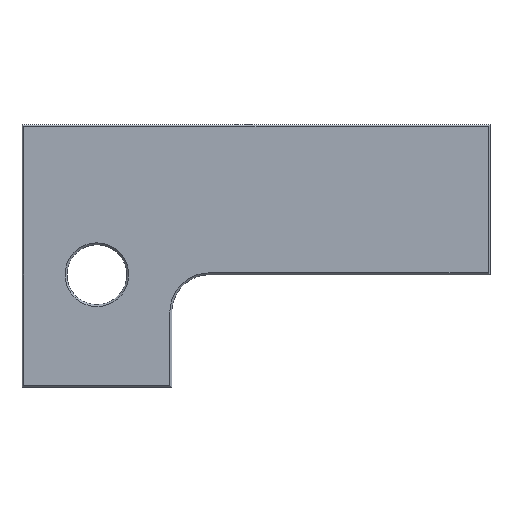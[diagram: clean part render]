
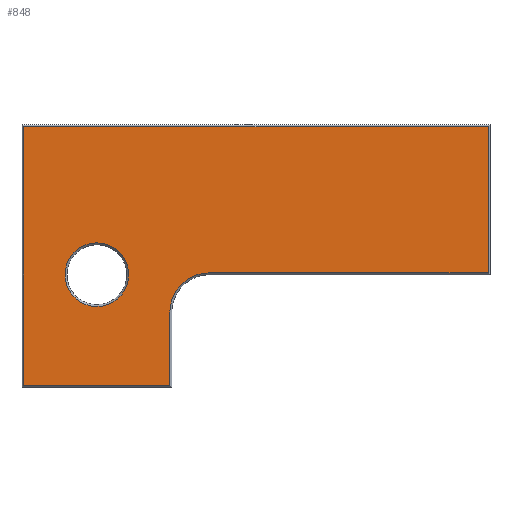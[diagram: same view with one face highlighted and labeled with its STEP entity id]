
A CAD part, top view. The second image highlights one B-rep face of the part: STEP entity #848.
In plain terms, the highlighted planar face has unit normal (0, 0, 1).
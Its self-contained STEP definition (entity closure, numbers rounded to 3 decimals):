
#83 = PLANE('',#84);
#84 = AXIS2_PLACEMENT_3D('',#85,#86,#87);
#85 = CARTESIAN_POINT('',(0.05,0.,1.45));
#86 = DIRECTION('',(-0.707,0.,0.707));
#87 = DIRECTION('',(0.,-1.,0.));
#196 = PLANE('',#197);
#197 = AXIS2_PLACEMENT_3D('',#198,#199,#200);
#198 = CARTESIAN_POINT('',(8.,0.05,1.45));
#199 = DIRECTION('',(0.,-0.707,0.707)
  );
#200 = DIRECTION('',(1.,0.,0.));
#320 = VERTEX_POINT('',#321);
#321 = CARTESIAN_POINT('',(0.1,0.1,1.5));
#344 = VERTEX_POINT('',#345);
#345 = CARTESIAN_POINT('',(0.1,13.9,1.5));
#359 = PLANE('',#360);
#360 = AXIS2_PLACEMENT_3D('',#361,#362,#363);
#361 = CARTESIAN_POINT('',(0.,13.95,1.45));
#362 = DIRECTION('',(0.,0.707,0.707));
#363 = DIRECTION('',(-1.,-0.,0.));
#371 = EDGE_CURVE('',#320,#344,#372,.T.);
#372 = SURFACE_CURVE('',#373,(#377,#384),.PCURVE_S1.);
#373 = LINE('',#374,#375);
#374 = CARTESIAN_POINT('',(0.1,0.,1.5));
#375 = VECTOR('',#376,1.);
#376 = DIRECTION('',(0.,1.,0.));
#377 = PCURVE('',#83,#378);
#378 = DEFINITIONAL_REPRESENTATION('',(#379),#383);
#379 = LINE('',#380,#381);
#380 = CARTESIAN_POINT('',(0.,0.071));
#381 = VECTOR('',#382,1.);
#382 = DIRECTION('',(-1.,0.));
#383 = ( GEOMETRIC_REPRESENTATION_CONTEXT(2) 
PARAMETRIC_REPRESENTATION_CONTEXT() REPRESENTATION_CONTEXT('2D SPACE',''
  ) );
#384 = PCURVE('',#385,#390);
#385 = PLANE('',#386);
#386 = AXIS2_PLACEMENT_3D('',#387,#388,#389);
#387 = CARTESIAN_POINT('',(0.,0.,1.5));
#388 = DIRECTION('',(0.,0.,1.));
#389 = DIRECTION('',(1.,0.,0.));
#390 = DEFINITIONAL_REPRESENTATION('',(#391),#395);
#391 = LINE('',#392,#393);
#392 = CARTESIAN_POINT('',(0.1,0.));
#393 = VECTOR('',#394,1.);
#394 = DIRECTION('',(0.,1.));
#395 = ( GEOMETRIC_REPRESENTATION_CONTEXT(2) 
PARAMETRIC_REPRESENTATION_CONTEXT() REPRESENTATION_CONTEXT('2D SPACE',''
  ) );
#520 = PLANE('',#521);
#521 = AXIS2_PLACEMENT_3D('',#522,#523,#524);
#522 = CARTESIAN_POINT('',(7.95,4.,1.45));
#523 = DIRECTION('',(0.707,0.,0.707));
#524 = DIRECTION('',(-0.,1.,-0.));
#612 = VERTEX_POINT('',#613);
#613 = CARTESIAN_POINT('',(7.9,0.1,1.5));
#636 = EDGE_CURVE('',#612,#320,#637,.T.);
#637 = SURFACE_CURVE('',#638,(#642,#649),.PCURVE_S1.);
#638 = LINE('',#639,#640);
#639 = CARTESIAN_POINT('',(8.,0.1,1.5));
#640 = VECTOR('',#641,1.);
#641 = DIRECTION('',(-1.,0.,0.));
#642 = PCURVE('',#196,#643);
#643 = DEFINITIONAL_REPRESENTATION('',(#644),#648);
#644 = LINE('',#645,#646);
#645 = CARTESIAN_POINT('',(-0.,0.071));
#646 = VECTOR('',#647,1.);
#647 = DIRECTION('',(-1.,0.));
#648 = ( GEOMETRIC_REPRESENTATION_CONTEXT(2) 
PARAMETRIC_REPRESENTATION_CONTEXT() REPRESENTATION_CONTEXT('2D SPACE',''
  ) );
#649 = PCURVE('',#385,#650);
#650 = DEFINITIONAL_REPRESENTATION('',(#651),#655);
#651 = LINE('',#652,#653);
#652 = CARTESIAN_POINT('',(8.,0.1));
#653 = VECTOR('',#654,1.);
#654 = DIRECTION('',(-1.,0.));
#655 = ( GEOMETRIC_REPRESENTATION_CONTEXT(2) 
PARAMETRIC_REPRESENTATION_CONTEXT() REPRESENTATION_CONTEXT('2D SPACE',''
  ) );
#848 = ADVANCED_FACE('',(#849,#982),#385,.T.);
#849 = FACE_BOUND('',#850,.T.);
#850 = EDGE_LOOP('',(#851,#852,#853,#876,#905,#933,#961));
#851 = ORIENTED_EDGE('',*,*,#371,.F.);
#852 = ORIENTED_EDGE('',*,*,#636,.F.);
#853 = ORIENTED_EDGE('',*,*,#854,.F.);
#854 = EDGE_CURVE('',#855,#612,#857,.T.);
#855 = VERTEX_POINT('',#856);
#856 = CARTESIAN_POINT('',(7.9,4.,1.5));
#857 = SURFACE_CURVE('',#858,(#862,#869),.PCURVE_S1.);
#858 = LINE('',#859,#860);
#859 = CARTESIAN_POINT('',(7.9,4.,1.5));
#860 = VECTOR('',#861,1.);
#861 = DIRECTION('',(0.,-1.,0.));
#862 = PCURVE('',#385,#863);
#863 = DEFINITIONAL_REPRESENTATION('',(#864),#868);
#864 = LINE('',#865,#866);
#865 = CARTESIAN_POINT('',(7.9,4.));
#866 = VECTOR('',#867,1.);
#867 = DIRECTION('',(0.,-1.));
#868 = ( GEOMETRIC_REPRESENTATION_CONTEXT(2) 
PARAMETRIC_REPRESENTATION_CONTEXT() REPRESENTATION_CONTEXT('2D SPACE',''
  ) );
#869 = PCURVE('',#520,#870);
#870 = DEFINITIONAL_REPRESENTATION('',(#871),#875);
#871 = LINE('',#872,#873);
#872 = CARTESIAN_POINT('',(-0.,0.071));
#873 = VECTOR('',#874,1.);
#874 = DIRECTION('',(-1.,0.));
#875 = ( GEOMETRIC_REPRESENTATION_CONTEXT(2) 
PARAMETRIC_REPRESENTATION_CONTEXT() REPRESENTATION_CONTEXT('2D SPACE',''
  ) );
#876 = ORIENTED_EDGE('',*,*,#877,.F.);
#877 = EDGE_CURVE('',#878,#855,#880,.T.);
#878 = VERTEX_POINT('',#879);
#879 = CARTESIAN_POINT('',(10.,6.1,1.5));
#880 = SURFACE_CURVE('',#881,(#886,#893),.PCURVE_S1.);
#881 = CIRCLE('',#882,2.1);
#882 = AXIS2_PLACEMENT_3D('',#883,#884,#885);
#883 = CARTESIAN_POINT('',(10.,4.,1.5));
#884 = DIRECTION('',(0.,0.,1.));
#885 = DIRECTION('',(0.,1.,-0.));
#886 = PCURVE('',#385,#887);
#887 = DEFINITIONAL_REPRESENTATION('',(#888),#892);
#888 = CIRCLE('',#889,2.1);
#889 = AXIS2_PLACEMENT_2D('',#890,#891);
#890 = CARTESIAN_POINT('',(10.,4.));
#891 = DIRECTION('',(0.,1.));
#892 = ( GEOMETRIC_REPRESENTATION_CONTEXT(2) 
PARAMETRIC_REPRESENTATION_CONTEXT() REPRESENTATION_CONTEXT('2D SPACE',''
  ) );
#893 = PCURVE('',#894,#899);
#894 = CONICAL_SURFACE('',#895,2.,0.785);
#895 = AXIS2_PLACEMENT_3D('',#896,#897,#898);
#896 = CARTESIAN_POINT('',(10.,4.,1.4));
#897 = DIRECTION('',(0.,0.,1.));
#898 = DIRECTION('',(0.,1.,-0.));
#899 = DEFINITIONAL_REPRESENTATION('',(#900),#904);
#900 = LINE('',#901,#902);
#901 = CARTESIAN_POINT('',(0.,0.1));
#902 = VECTOR('',#903,1.);
#903 = DIRECTION('',(1.,0.));
#904 = ( GEOMETRIC_REPRESENTATION_CONTEXT(2) 
PARAMETRIC_REPRESENTATION_CONTEXT() REPRESENTATION_CONTEXT('2D SPACE',''
  ) );
#905 = ORIENTED_EDGE('',*,*,#906,.F.);
#906 = EDGE_CURVE('',#907,#878,#909,.T.);
#907 = VERTEX_POINT('',#908);
#908 = CARTESIAN_POINT('',(24.9,6.1,1.5));
#909 = SURFACE_CURVE('',#910,(#914,#921),.PCURVE_S1.);
#910 = LINE('',#911,#912);
#911 = CARTESIAN_POINT('',(25.,6.1,1.5));
#912 = VECTOR('',#913,1.);
#913 = DIRECTION('',(-1.,0.,0.));
#914 = PCURVE('',#385,#915);
#915 = DEFINITIONAL_REPRESENTATION('',(#916),#920);
#916 = LINE('',#917,#918);
#917 = CARTESIAN_POINT('',(25.,6.1));
#918 = VECTOR('',#919,1.);
#919 = DIRECTION('',(-1.,0.));
#920 = ( GEOMETRIC_REPRESENTATION_CONTEXT(2) 
PARAMETRIC_REPRESENTATION_CONTEXT() REPRESENTATION_CONTEXT('2D SPACE',''
  ) );
#921 = PCURVE('',#922,#927);
#922 = PLANE('',#923);
#923 = AXIS2_PLACEMENT_3D('',#924,#925,#926);
#924 = CARTESIAN_POINT('',(25.,6.05,1.45));
#925 = DIRECTION('',(0.,-0.707,0.707));
#926 = DIRECTION('',(1.,-0.,-0.));
#927 = DEFINITIONAL_REPRESENTATION('',(#928),#932);
#928 = LINE('',#929,#930);
#929 = CARTESIAN_POINT('',(-0.,0.071));
#930 = VECTOR('',#931,1.);
#931 = DIRECTION('',(-1.,0.));
#932 = ( GEOMETRIC_REPRESENTATION_CONTEXT(2) 
PARAMETRIC_REPRESENTATION_CONTEXT() REPRESENTATION_CONTEXT('2D SPACE',''
  ) );
#933 = ORIENTED_EDGE('',*,*,#934,.F.);
#934 = EDGE_CURVE('',#935,#907,#937,.T.);
#935 = VERTEX_POINT('',#936);
#936 = CARTESIAN_POINT('',(24.9,13.9,1.5));
#937 = SURFACE_CURVE('',#938,(#942,#949),.PCURVE_S1.);
#938 = LINE('',#939,#940);
#939 = CARTESIAN_POINT('',(24.9,14.,1.5));
#940 = VECTOR('',#941,1.);
#941 = DIRECTION('',(0.,-1.,0.));
#942 = PCURVE('',#385,#943);
#943 = DEFINITIONAL_REPRESENTATION('',(#944),#948);
#944 = LINE('',#945,#946);
#945 = CARTESIAN_POINT('',(24.9,14.));
#946 = VECTOR('',#947,1.);
#947 = DIRECTION('',(0.,-1.));
#948 = ( GEOMETRIC_REPRESENTATION_CONTEXT(2) 
PARAMETRIC_REPRESENTATION_CONTEXT() REPRESENTATION_CONTEXT('2D SPACE',''
  ) );
#949 = PCURVE('',#950,#955);
#950 = PLANE('',#951);
#951 = AXIS2_PLACEMENT_3D('',#952,#953,#954);
#952 = CARTESIAN_POINT('',(24.95,14.,1.45));
#953 = DIRECTION('',(0.707,0.,0.707)
  );
#954 = DIRECTION('',(0.,1.,0.));
#955 = DEFINITIONAL_REPRESENTATION('',(#956),#960);
#956 = LINE('',#957,#958);
#957 = CARTESIAN_POINT('',(-0.,0.071));
#958 = VECTOR('',#959,1.);
#959 = DIRECTION('',(-1.,0.));
#960 = ( GEOMETRIC_REPRESENTATION_CONTEXT(2) 
PARAMETRIC_REPRESENTATION_CONTEXT() REPRESENTATION_CONTEXT('2D SPACE',''
  ) );
#961 = ORIENTED_EDGE('',*,*,#962,.F.);
#962 = EDGE_CURVE('',#344,#935,#963,.T.);
#963 = SURFACE_CURVE('',#964,(#968,#975),.PCURVE_S1.);
#964 = LINE('',#965,#966);
#965 = CARTESIAN_POINT('',(0.,13.9,1.5));
#966 = VECTOR('',#967,1.);
#967 = DIRECTION('',(1.,0.,0.));
#968 = PCURVE('',#385,#969);
#969 = DEFINITIONAL_REPRESENTATION('',(#970),#974);
#970 = LINE('',#971,#972);
#971 = CARTESIAN_POINT('',(0.,13.9));
#972 = VECTOR('',#973,1.);
#973 = DIRECTION('',(1.,0.));
#974 = ( GEOMETRIC_REPRESENTATION_CONTEXT(2) 
PARAMETRIC_REPRESENTATION_CONTEXT() REPRESENTATION_CONTEXT('2D SPACE',''
  ) );
#975 = PCURVE('',#359,#976);
#976 = DEFINITIONAL_REPRESENTATION('',(#977),#981);
#977 = LINE('',#978,#979);
#978 = CARTESIAN_POINT('',(-0.,0.071));
#979 = VECTOR('',#980,1.);
#980 = DIRECTION('',(-1.,0.));
#981 = ( GEOMETRIC_REPRESENTATION_CONTEXT(2) 
PARAMETRIC_REPRESENTATION_CONTEXT() REPRESENTATION_CONTEXT('2D SPACE',''
  ) );
#982 = FACE_BOUND('',#983,.T.);
#983 = EDGE_LOOP('',(#984));
#984 = ORIENTED_EDGE('',*,*,#985,.F.);
#985 = EDGE_CURVE('',#986,#986,#988,.T.);
#986 = VERTEX_POINT('',#987);
#987 = CARTESIAN_POINT('',(5.7,6.,1.5));
#988 = SURFACE_CURVE('',#989,(#994,#1001),.PCURVE_S1.);
#989 = CIRCLE('',#990,1.7);
#990 = AXIS2_PLACEMENT_3D('',#991,#992,#993);
#991 = CARTESIAN_POINT('',(4.,6.,1.5));
#992 = DIRECTION('',(0.,0.,1.));
#993 = DIRECTION('',(1.,0.,-0.));
#994 = PCURVE('',#385,#995);
#995 = DEFINITIONAL_REPRESENTATION('',(#996),#1000);
#996 = CIRCLE('',#997,1.7);
#997 = AXIS2_PLACEMENT_2D('',#998,#999);
#998 = CARTESIAN_POINT('',(4.,6.));
#999 = DIRECTION('',(1.,0.));
#1000 = ( GEOMETRIC_REPRESENTATION_CONTEXT(2) 
PARAMETRIC_REPRESENTATION_CONTEXT() REPRESENTATION_CONTEXT('2D SPACE',''
  ) );
#1001 = PCURVE('',#1002,#1007);
#1002 = CONICAL_SURFACE('',#1003,1.6,0.785);
#1003 = AXIS2_PLACEMENT_3D('',#1004,#1005,#1006);
#1004 = CARTESIAN_POINT('',(4.,6.,1.4));
#1005 = DIRECTION('',(0.,0.,1.));
#1006 = DIRECTION('',(1.,0.,-0.));
#1007 = DEFINITIONAL_REPRESENTATION('',(#1008),#1012);
#1008 = LINE('',#1009,#1010);
#1009 = CARTESIAN_POINT('',(0.,0.1));
#1010 = VECTOR('',#1011,1.);
#1011 = DIRECTION('',(1.,0.));
#1012 = ( GEOMETRIC_REPRESENTATION_CONTEXT(2) 
PARAMETRIC_REPRESENTATION_CONTEXT() REPRESENTATION_CONTEXT('2D SPACE',''
  ) );
